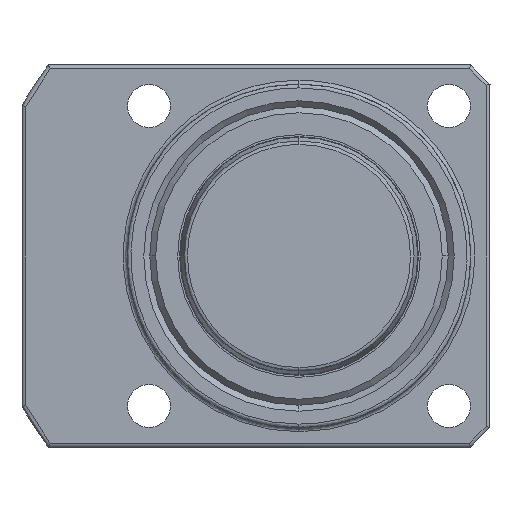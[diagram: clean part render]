
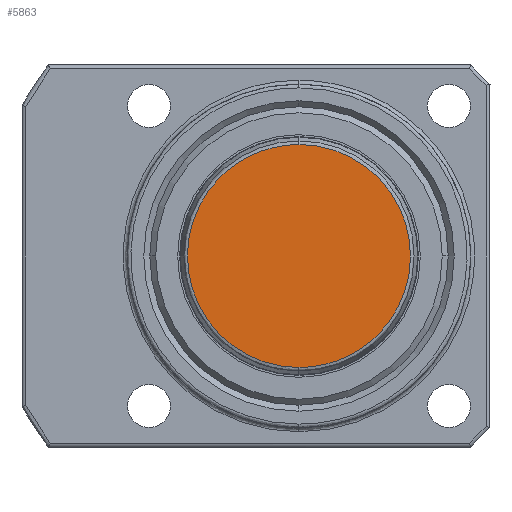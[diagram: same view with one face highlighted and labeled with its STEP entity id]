
A CAD part, front view. The second image highlights one B-rep face of the part: STEP entity #5863.
In plain terms, the highlighted planar face has unit normal (0, -1, 0).
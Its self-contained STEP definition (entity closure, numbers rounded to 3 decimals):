
#155 = FACE_OUTER_BOUND ( 'NONE', #5979, .T. ) ;
#1009 = CARTESIAN_POINT ( 'NONE',  ( 0., 0., 11.674 ) ) ;
#1013 = CARTESIAN_POINT ( 'NONE',  ( 0., 0., -11.674 ) ) ;
#1308 = AXIS2_PLACEMENT_3D ( 'NONE', #1897, #1902, #1903 ) ;
#1897 = CARTESIAN_POINT ( 'NONE',  ( 0., 0., 0. ) ) ;
#1899 = PLANE ( 'NONE',  #1308 ) ;
#1902 = DIRECTION ( 'NONE',  ( 0., 1., 0. ) ) ;
#1903 = DIRECTION ( 'NONE',  ( 0., 0., 1. ) ) ;
#2120 = EDGE_CURVE ( 'NONE', #3043, #3047, #6444, .T. ) ;
#3043 = VERTEX_POINT ( 'NONE', #1013 ) ;
#3047 = VERTEX_POINT ( 'NONE', #1009 ) ;
#3622 = ORIENTED_EDGE ( 'NONE', *, *, #2120, .F. ) ;
#3656 = ORIENTED_EDGE ( 'NONE', *, *, #5370, .F. ) ;
#5370 = EDGE_CURVE ( 'NONE', #3047, #3043, #6390, .T. ) ;
#5863 = ADVANCED_FACE ( 'N', ( #155 ), #1899, .F. ) ;
#5979 = EDGE_LOOP ( 'NONE', ( #3656, #3622 ) ) ;
#6390 =( BOUNDED_CURVE ( )  B_SPLINE_CURVE ( 3, ( #6649, #6572, #6636, #6643 ),
 .UNSPECIFIED., .F., .F. ) 
 B_SPLINE_CURVE_WITH_KNOTS ( ( 4, 4 ),
 ( 0., 1. ),
 .UNSPECIFIED. ) 
 CURVE ( )  GEOMETRIC_REPRESENTATION_ITEM ( )  RATIONAL_B_SPLINE_CURVE ( ( 1., 0.333, 0.333, 1. ) ) 
 REPRESENTATION_ITEM ( '' )  );
#6444 =( BOUNDED_CURVE ( )  B_SPLINE_CURVE ( 3, ( #6659, #6658, #6869, #6671 ),
 .UNSPECIFIED., .F., .F. ) 
 B_SPLINE_CURVE_WITH_KNOTS ( ( 4, 4 ),
 ( 0., 1. ),
 .UNSPECIFIED. ) 
 CURVE ( )  GEOMETRIC_REPRESENTATION_ITEM ( )  RATIONAL_B_SPLINE_CURVE ( ( 1., 0.333, 0.333, 1. ) ) 
 REPRESENTATION_ITEM ( '' )  );
#6572 = CARTESIAN_POINT ( 'NONE',  ( 23.348, 0., 11.674 ) ) ;
#6636 = CARTESIAN_POINT ( 'NONE',  ( 23.348, 0., -11.674 ) ) ;
#6643 = CARTESIAN_POINT ( 'NONE',  ( 0., 0., -11.674 ) ) ;
#6649 = CARTESIAN_POINT ( 'NONE',  ( 0., 0., 11.674 ) ) ;
#6658 = CARTESIAN_POINT ( 'NONE',  ( -23.348, 0., -11.674 ) ) ;
#6659 = CARTESIAN_POINT ( 'NONE',  ( 0., 0., -11.674 ) ) ;
#6671 = CARTESIAN_POINT ( 'NONE',  ( 0., 0., 11.674 ) ) ;
#6869 = CARTESIAN_POINT ( 'NONE',  ( -23.348, 0., 11.674 ) ) ;
